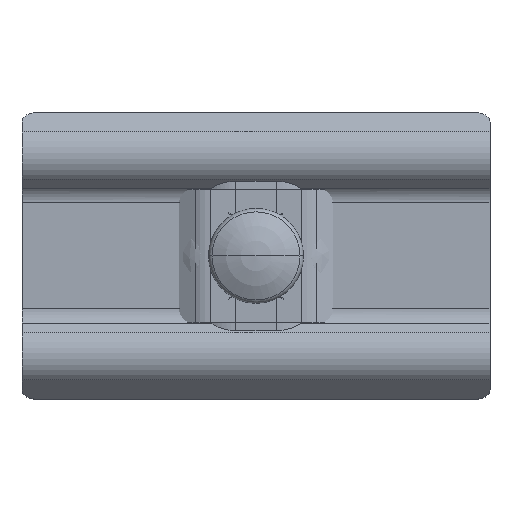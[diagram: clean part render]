
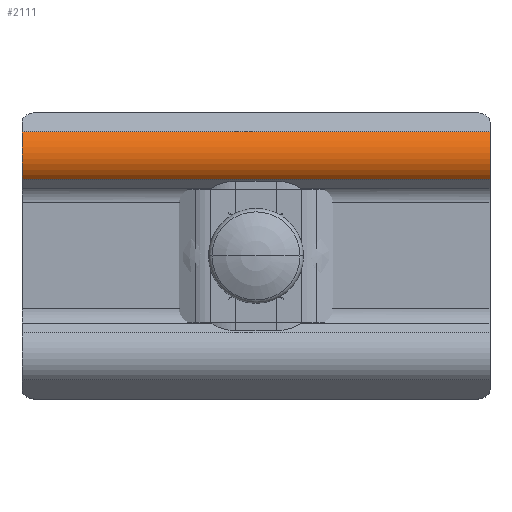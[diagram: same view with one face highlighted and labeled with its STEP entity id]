
A CAD part, top view. The second image highlights one B-rep face of the part: STEP entity #2111.
In plain terms, the highlighted cylindrical face has radius 5 mm (diameter 10 mm), a partial arc.
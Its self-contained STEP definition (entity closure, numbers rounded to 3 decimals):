
#367=DIRECTION('',(0.,0.,1.));
#368=VECTOR('',#367,70.);
#369=CARTESIAN_POINT('',(18.536,4.293,-35.));
#370=LINE('',#369,#368);
#371=CARTESIAN_POINT('',(15.,0.757,35.));
#372=DIRECTION('',(0.,0.,1.));
#373=DIRECTION('',(0.707,0.707,0.));
#374=AXIS2_PLACEMENT_3D('',#371,#372,#373);
#376=DIRECTION('',(0.,0.,1.));
#377=VECTOR('',#376,70.);
#378=CARTESIAN_POINT('',(11.464,4.293,-35.));
#379=LINE('',#378,#377);
#380=CARTESIAN_POINT('',(15.,0.757,-35.));
#381=DIRECTION('',(0.,0.,1.));
#382=DIRECTION('',(0.707,0.707,0.));
#383=AXIS2_PLACEMENT_3D('',#380,#381,#382);
#1301=CARTESIAN_POINT('',(11.464,4.293,-35.));
#1303=VERTEX_POINT('',#1301);
#1305=CARTESIAN_POINT('',(11.464,4.293,35.));
#1307=VERTEX_POINT('',#1305);
#1308=CARTESIAN_POINT('',(18.536,4.293,-35.));
#1309=CARTESIAN_POINT('',(18.536,4.293,35.));
#1310=VERTEX_POINT('',#1308);
#1311=VERTEX_POINT('',#1309);
#2099=CARTESIAN_POINT('',(15.,0.757,-35.));
#2100=DIRECTION('',(0.,0.,1.));
#2101=DIRECTION('',(0.707,0.707,0.));
#2102=AXIS2_PLACEMENT_3D('',#2099,#2100,#2101);
#2103=CYLINDRICAL_SURFACE('',#2102,5.);
#2104=ORIENTED_EDGE('',*,*,#2093,.T.);
#2105=ORIENTED_EDGE('',*,*,#1548,.T.);
#2107=ORIENTED_EDGE('',*,*,#2106,.F.);
#2108=ORIENTED_EDGE('',*,*,#2065,.F.);
#2109=EDGE_LOOP('',(#2104,#2105,#2107,#2108));
#2110=FACE_OUTER_BOUND('',#2109,.F.);
#2111=ADVANCED_FACE('',(#2110),#2103,.T.);
#375=CIRCLE('',#374,5.);
#384=CIRCLE('',#383,5.);
#1548=EDGE_CURVE('',#1311,#1307,#375,.T.);
#2065=EDGE_CURVE('',#1310,#1303,#384,.T.);
#2093=EDGE_CURVE('',#1310,#1311,#370,.T.);
#2106=EDGE_CURVE('',#1303,#1307,#379,.T.);
